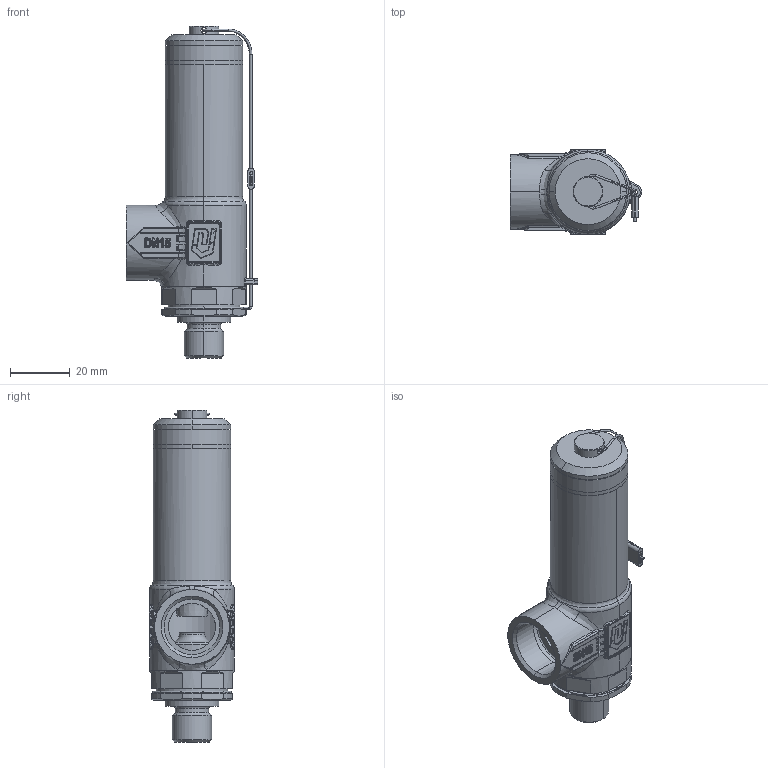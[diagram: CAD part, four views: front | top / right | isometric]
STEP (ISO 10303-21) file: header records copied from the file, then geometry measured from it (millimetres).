
FILE_DESCRIPTION(('HOOPS Exchange Step'),'2;1');
FILE_NAME('SV1800-DN8-1-4-x-1-2.stp','2025-02-10T10:25:36+01:00',('nieru'),('Unknown organisation'),'HOOPS Exchange 2024.2','HOOPS Exchange','Unknown authorisation');
FILE_SCHEMA( ('AP203_CONFIGURATION_CONTROLLED_3D_DESIGN_OF_MECHANICAL_PARTS_AND_ASSEMBLIES_MIM_LF') );
Length unit declared in the file: millimetre
Products named in the file (2): 0; root
Assembly tree (1 placements, depth 2):
  root
    0
Bounding box: 44 x 28.6 x 111 mm (x, y, z)
Volume: 33890 mm3; surface area: 24348 mm2
Topology: 6 solids, 6 shells, 1645 faces, 3849 edges, 2180 vertices
Faces by surface type: cylinder 558, bspline 454, torus 324, plane 256, cone 35, sphere 18
Full cylindrical faces by diameter (mm): 26 x1
Entity records: 96805 total; most frequent: CARTESIAN_POINT 63611, ORIENTED_EDGE 7560, DIRECTION 5627, EDGE_CURVE 3780, AXIS2_PLACEMENT_3D 2369, VERTEX_POINT 2180, EDGE_LOOP 1696, FACE_BOUND 1696
